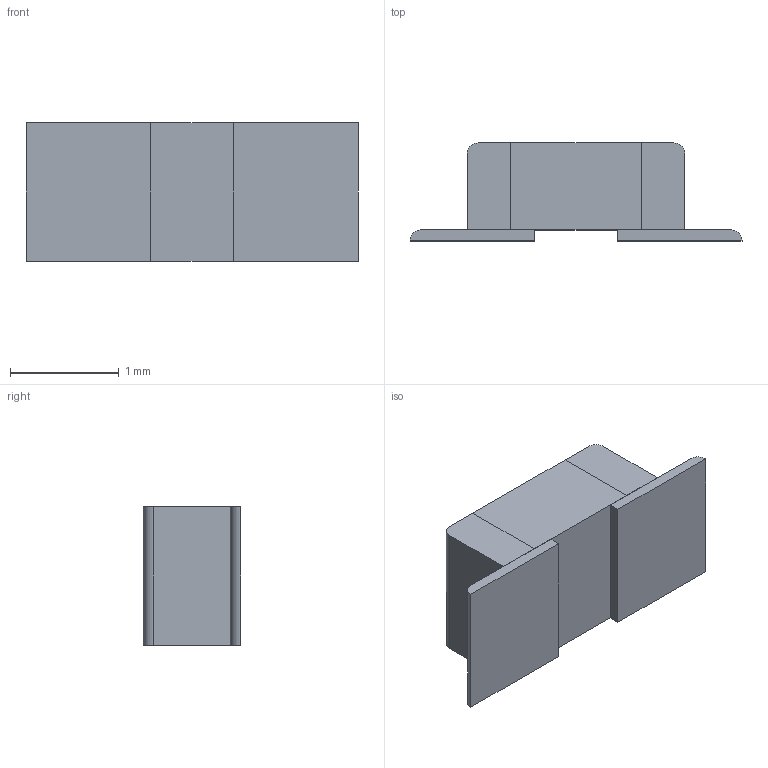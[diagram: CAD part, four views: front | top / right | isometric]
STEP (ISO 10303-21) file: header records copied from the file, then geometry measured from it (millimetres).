
FILE_DESCRIPTION(/* description */ (''),/* implementation_level */ '2;1');
FILE_NAME(/* name */ '0805 Ceramic Capacitor.step',/* time_stamp */ '2024-10-05T16:23:05+05:30',/* author */ (''),/* organization */ (''),/* preprocessor_version */ 'ST-DEVELOPER v20',/* originating_system */ 'Autodesk Translation Framework v13.14.0.145',/* authorisation */ '');
FILE_SCHEMA (('AUTOMOTIVE_DESIGN { 1 0 10303 214 3 1 1 }'));
Length unit declared in the file: millimetre
Products named in the file (1): 0805 Ceramic Capacitor
Bounding box: 3.05 x 0.9 x 1.27 mm (x, y, z)
Volume: 2.3 mm3; surface area: 21 mm2
Topology: 5 solids, 5 shells, 135 faces, 351 edges, 234 vertices
Faces by surface type: bspline 88, plane 43, cylinder 4
Entity records: 4994 total; most frequent: CARTESIAN_POINT 2217, ORIENTED_EDGE 702, EDGE_CURVE 351, DIRECTION 279, VERTEX_POINT 234, B_SPLINE_CURVE_WITH_KNOTS 176, LINE 167, VECTOR 167
